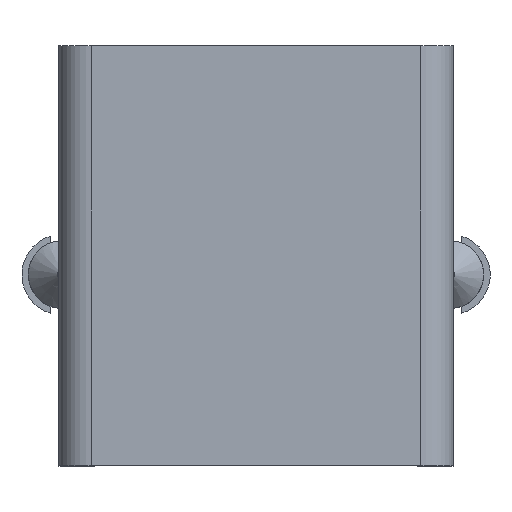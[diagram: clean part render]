
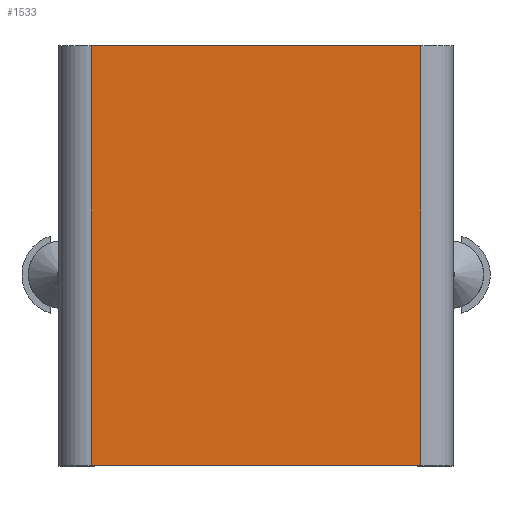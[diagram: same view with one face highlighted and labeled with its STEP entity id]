
A CAD part, top view. The second image highlights one B-rep face of the part: STEP entity #1533.
In plain terms, the highlighted planar face has unit normal (0, 0, 1).
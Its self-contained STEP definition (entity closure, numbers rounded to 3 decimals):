
#93=PLANE('',#1670);
#164=FACE_OUTER_BOUND('',#248,.T.);
#248=EDGE_LOOP('',(#1347,#1348,#1349,#1350));
#261=LINE('',#2095,#413);
#270=LINE('',#2123,#422);
#285=LINE('',#2155,#437);
#406=LINE('',#2509,#558);
#413=VECTOR('',#1695,10.);
#422=VECTOR('',#1710,10.);
#437=VECTOR('',#1729,10.);
#558=VECTOR('',#2044,10.);
#612=VERTEX_POINT('',#2092);
#613=VERTEX_POINT('',#2094);
#623=VERTEX_POINT('',#2122);
#638=VERTEX_POINT('',#2154);
#752=EDGE_CURVE('',#612,#613,#261,.T.);
#764=EDGE_CURVE('',#623,#613,#270,.T.);
#780=EDGE_CURVE('',#623,#638,#285,.T.);
#948=EDGE_CURVE('',#612,#638,#406,.T.);
#1347=ORIENTED_EDGE('',*,*,#752,.F.);
#1348=ORIENTED_EDGE('',*,*,#948,.T.);
#1349=ORIENTED_EDGE('',*,*,#780,.F.);
#1350=ORIENTED_EDGE('',*,*,#764,.T.);
#1533=ADVANCED_FACE('',(#164),#93,.T.);
#1670=AXIS2_PLACEMENT_3D('',#2510,#2045,#2046);
#1695=DIRECTION('',(0.,-1.,0.));
#1710=DIRECTION('',(1.,0.,0.));
#1729=DIRECTION('',(0.,1.,0.));
#2044=DIRECTION('',(-1.,0.,0.));
#2045=DIRECTION('center_axis',(0.,0.,1.));
#2046=DIRECTION('ref_axis',(1.,0.,0.));
#2092=CARTESIAN_POINT('',(6.63,2.225,14.55));
#2094=CARTESIAN_POINT('',(6.63,-10.775,14.55));
#2095=CARTESIAN_POINT('',(6.63,-7.525,14.55));
#2122=CARTESIAN_POINT('',(-3.57,-10.775,14.55));
#2123=CARTESIAN_POINT('',(7.63,-10.775,14.55));
#2154=CARTESIAN_POINT('',(-3.57,2.225,14.55));
#2155=CARTESIAN_POINT('',(-3.57,-1.025,14.55));
#2509=CARTESIAN_POINT('',(-4.57,2.225,14.55));
#2510=CARTESIAN_POINT('Origin',(1.53,-4.275,14.55));
